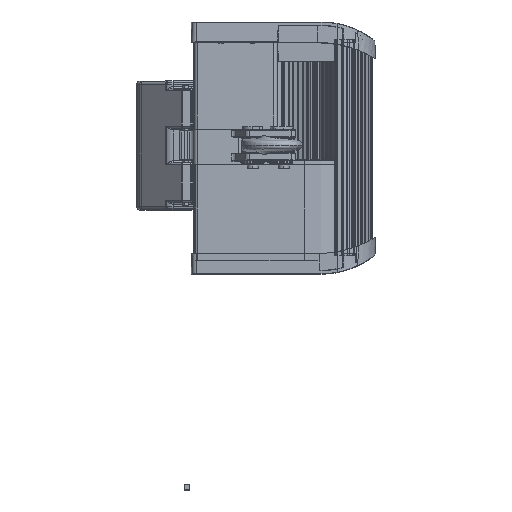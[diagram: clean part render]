
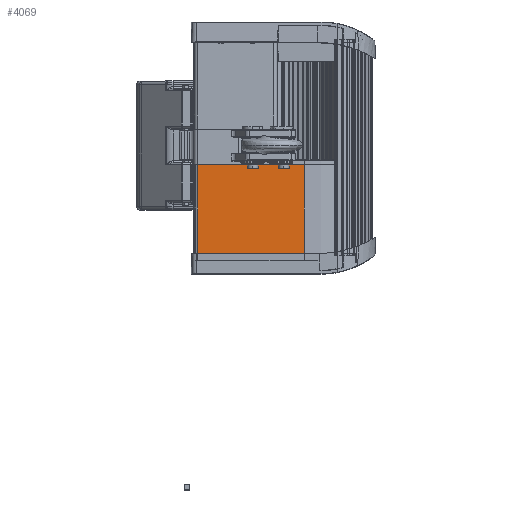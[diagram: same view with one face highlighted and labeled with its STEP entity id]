
A CAD part, top view. The second image highlights one B-rep face of the part: STEP entity #4069.
In plain terms, the highlighted planar face has unit normal (-0.003, 0, 1).
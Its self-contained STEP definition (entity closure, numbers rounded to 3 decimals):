
#4069=ADVANCED_FACE('',(#9691),#9692,.T.);
#7377=EDGE_CURVE('',#13187,#9632,#14544,.T.);
#9632=VERTEX_POINT('',#21506);
#9691=FACE_OUTER_BOUND('',#21571,.T.);
#9692=PLANE('',#21572);
#13187=VERTEX_POINT('',#35690);
#14544=LINE('',#38091,#38092);
#21506=CARTESIAN_POINT('',(79.363,-45.5,-159.276));
#21571=EDGE_LOOP('',(#48167,#48168,#48169,#48170));
#21572=AXIS2_PLACEMENT_3D('',#48171,#48172,#48173);
#35690=CARTESIAN_POINT('',(-168.486,-45.5,-160.0));
#38091=CARTESIAN_POINT('',(-168.486,-45.5,-160.0));
#38092=VECTOR('',#59566,1.0);
#48167=ORIENTED_EDGE('',*,*,#213893,.T.);
#48168=ORIENTED_EDGE('',*,*,#213894,.F.);
#48169=ORIENTED_EDGE('',*,*,#7377,.F.);
#48170=ORIENTED_EDGE('',*,*,#213895,.T.);
#48171=CARTESIAN_POINT('',(-44.561,-45.5,-159.638));
#48172=DIRECTION('',(-0.003,0.0,1.));
#48173=DIRECTION('',(-1.,-0.0,-0.003));
#59566=DIRECTION('',(1.,0.0,0.003));
#213893=EDGE_CURVE('',#238827,#238828,#238829,.T.);
#213894=EDGE_CURVE('',#9632,#238828,#238830,.T.);
#213895=EDGE_CURVE('',#13187,#238827,#238831,.T.);
#238827=VERTEX_POINT('',#254137);
#238828=VERTEX_POINT('',#254138);
#238829=LINE('',#254139,#254140);
#238830=LINE('',#254141,#254142);
#238831=LINE('',#254143,#254144);
#254137=CARTESIAN_POINT('',(-168.486,-268.0,-160.0));
#254138=CARTESIAN_POINT('',(79.363,-268.0,-159.276));
#254139=CARTESIAN_POINT('',(-168.486,-268.0,-160.0));
#254140=VECTOR('',#273101,1.);
#254141=CARTESIAN_POINT('',(79.363,-45.5,-159.276));
#254142=VECTOR('',#273102,1.0);
#254143=CARTESIAN_POINT('',(-168.486,-45.5,-160.0));
#254144=VECTOR('',#273103,1.0);
#273101=DIRECTION('',(1.,0.0,0.003));
#273102=DIRECTION('',(0.0,-1.0,0.0));
#273103=DIRECTION('',(0.0,-1.0,0.0));
